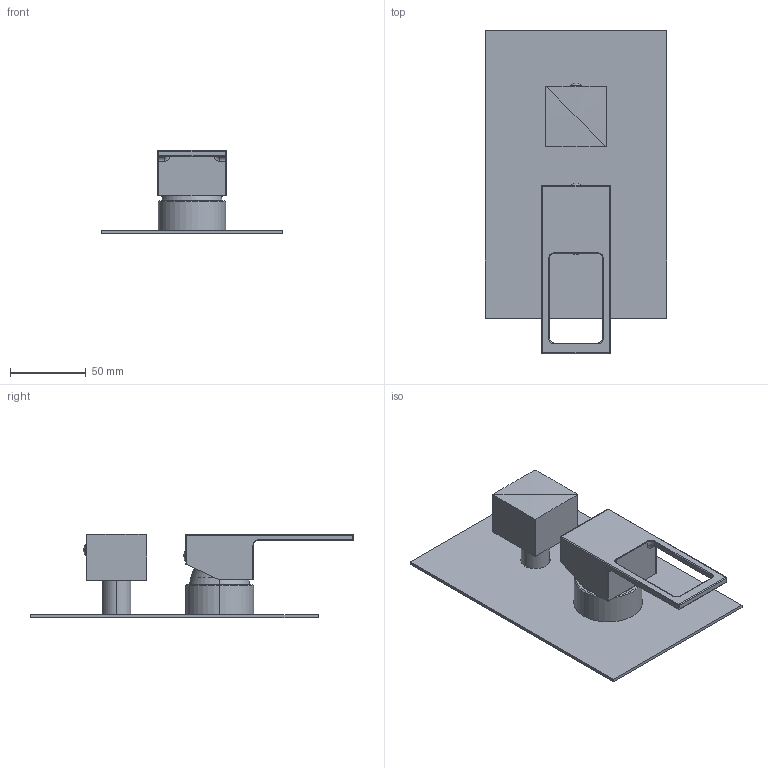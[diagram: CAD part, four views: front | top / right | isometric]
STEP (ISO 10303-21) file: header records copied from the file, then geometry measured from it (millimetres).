
FILE_DESCRIPTION((''),'2;1');
FILE_NAME('EF018CRM','2021-01-13T16:23:36',('ut3'),('PAFFONI SpA'),'CREO PARAMETRIC BY PTC INC, 2020044','CREO PARAMETRIC BY PTC INC, 2020044','');
FILE_SCHEMA(('CONFIG_CONTROL_DESIGN','SHAPE_APPEARANCE_LAYERS_GROUPS'));
Length unit declared in the file: millimetre
Products named in the file (1): EF018CRM
Bounding box: 120 x 213.5 x 55.39 mm (x, y, z)
Volume: 122469 mm3; surface area: 100184.1 mm2
Topology: 4 solids, 4 shells, 995 faces, 2619 edges, 1660 vertices
Faces by surface type: plane 591, cylinder 252, torus 88, cone 52, sphere 10, bspline 2
Entity records: 39836 total; most frequent: CARTESIAN_POINT 8332, ORIENTED_EDGE 5226, DIRECTION 4984, EDGE_CURVE 2613, AXIS2_PLACEMENT_3D 1736, VERTEX_POINT 1660, VECTOR 1512, LINE 1512
